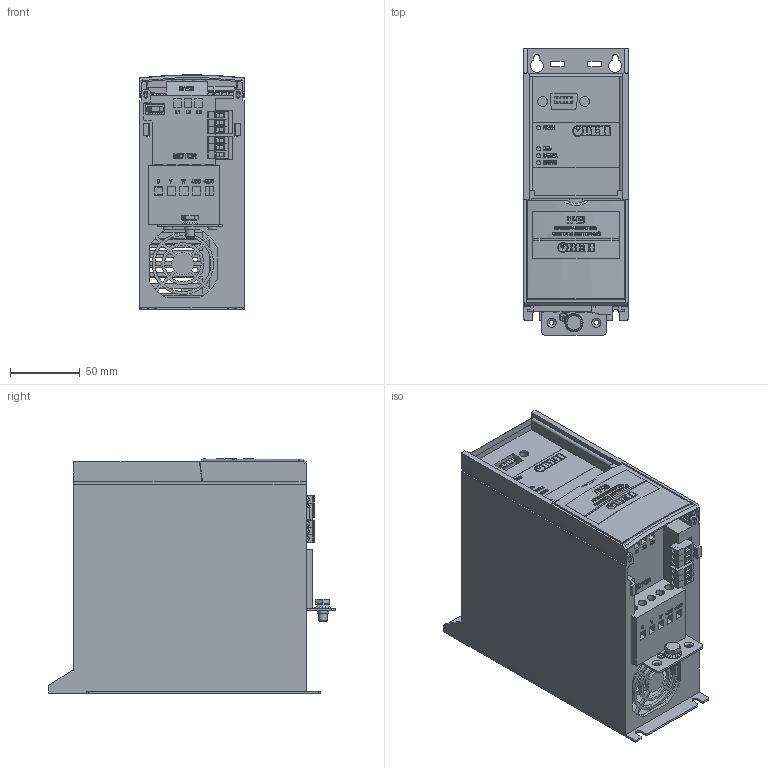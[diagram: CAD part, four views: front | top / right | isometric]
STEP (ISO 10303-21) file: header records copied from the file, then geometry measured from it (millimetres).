
FILE_DESCRIPTION (( 'STEP AP214' ), '1' );
FILE_NAME ('3D ìîäåëü Ï×Â3-Ê37(Ê75)-Â.STEP', '2020-11-23T14:21:14', ( '' ), ( '' ), 'SwSTEP 2.0', 'SolidWorks 2015', '' );
FILE_SCHEMA (( 'AUTOMOTIVE_DESIGN' ));
Length unit declared in the file: millimetre
Products named in the file (12): DIN 6798-V6.4_DIN 6798-V6.4; Îáîéìà ËÏÎ (Âòóëêà); DIP-ïåðåêëþ÷àòåëü 2ïîç; 抔樦憵 SMKDS 1-3-5_min; Êîðïóñ Ï×Â3-Ê37 (êîðïóñ 01); Êëåììà_10õ13õ5ìì ÷åðí; ISO 4017 - M6 x 12-N_ISO 4017 - M6 x 12-N; Êðûøêà Ï×Â3_75õ75; 抔樦憵 2edgk-5,08-1p_grey; 3D ìîäåëü Ï×Â3-Ê37(Ê75)-Â; 冓踖樦 2EDGR-5.08-3p_grey; 抔樦憵 SMKDS 1-9-5_min
Assembly tree (21 placements, depth 2):
  3D ìîäåëü Ï×Â3-Ê37(Ê75)-Â
    Êîðïóñ Ï×Â3-Ê37 (êîðïóñ 01)
    Îáîéìà ËÏÎ (Âòóëêà)
    DIP-ïåðåêëþ÷àòåëü 2ïîç
    抔樦憵 SMKDS 1-3-5_min
    抔樦憵 SMKDS 1-9-5_min
    冓踖樦 2EDGR-5.08-3p_grey  x2
    抔樦憵 2edgk-5,08-1p_grey  x6
    Êëåììà_10õ13õ5ìì ÷åðí  x3
    DIN 6798-V6.4_DIN 6798-V6.4  x2
    ISO 4017 - M6 x 12-N_ISO 4017 - M6 x 12-N  x2
    Êðûøêà Ï×Â3_75õ75
Bounding box: 75 x 205 x 167.4 mm (x, y, z)
Volume: 970162.8 mm3; surface area: 421114.3 mm2
Topology: 24 solids, 24 shells, 3402 faces, 8918 edges, 5897 vertices
Faces by surface type: plane 2398, bspline 577, cylinder 385, cone 25, torus 17
Full cylindrical faces by diameter (mm): 1.4 x6, 1.731 x3, 2 x3, 2.8 x12, 3 x7, 3.5 x2, 3.6 x12, 3.8 x6, 4 x21, 4.2 x3, 5.2 x1, 5.281 x1, 5.4 x8, 6 x12, 6.5 x2, 7 x2, 7.143 x1, 8.2 x1, 10 x2
Entity records: 145658 total; most frequent: CARTESIAN_POINT 59324, ORIENTED_EDGE 14930, DIRECTION 11552, EDGE_CURVE 7465, LINE 5020, VECTOR 5020, VERTEX_POINT 4989, EDGE_LOOP 3306
